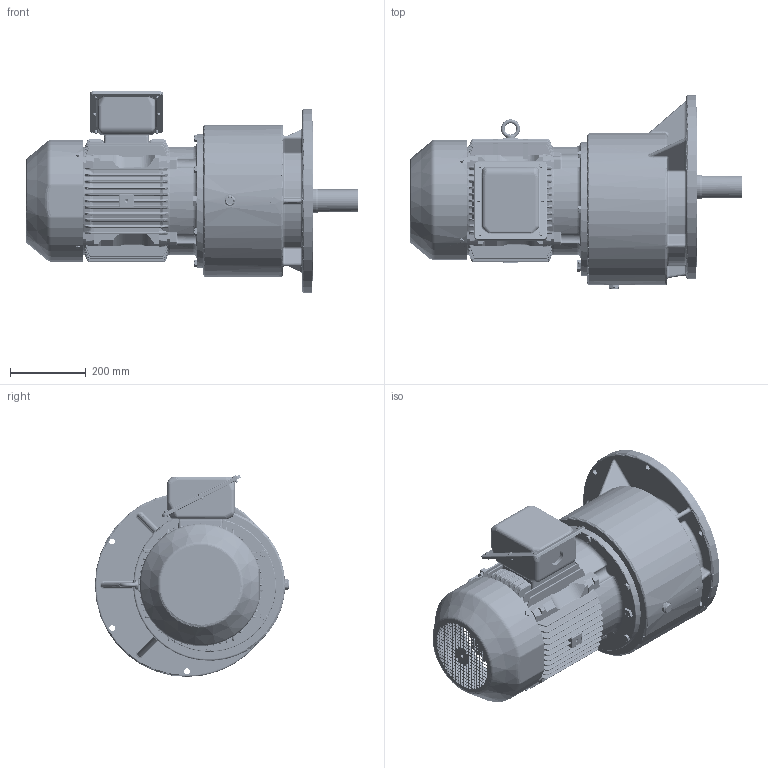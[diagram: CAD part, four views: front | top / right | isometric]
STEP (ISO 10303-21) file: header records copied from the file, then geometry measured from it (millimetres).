
FILE_DESCRIPTION (( 'STEP AP214' ), '1' );
FILE_NAME ('EK2DO07189H001_F_11KW_R5_熱霜_CUSTOMER.stp', '2022-06-24T04:39:24', ( 'Windows 餌辨濠' ), ( '' ), 'SwSTEP 2.0', 'SolidWorks 2021', '' );
FILE_SCHEMA (( 'AUTOMOTIVE_DESIGN' ));
Length unit declared in the file: millimetre
Products named in the file (1): EK2DO07189H001_F_11KW_R5_熱霜_CUSTOMER
Bounding box: 874.2 x 511.5 x 531.64 mm (x, y, z)
Volume: 27898811.1 mm3; surface area: 2914131.3 mm2
Topology: 40 solids, 41 shells, 6119 faces, 16173 edges, 10163 vertices
Faces by surface type: cylinder 2362, plane 2013, bspline 1097, cone 313, torus 282, sphere 52
Full cylindrical faces by diameter (mm): 1.5 x1, 2.6 x4, 3 x1, 4 x2, 5 x6, 6 x10, 6.647 x24, 7 x12, 8 x26, 8.376 x24, 8.5 x2, 9 x11, 9.4 x1, 10 x8, 10.106 x2, 11 x4, 11.6 x10, 12 x15, 15 x6, 16 x1, 18 x1, 19 x2, 20 x6, 20.376 x2, 22 x1, 25 x1, 26 x1, 27 x1, 28 x1, 32 x2
Entity records: 230731 total; most frequent: CARTESIAN_POINT 87266, ORIENTED_EDGE 31226, DIRECTION 27937, EDGE_CURVE 15613, AXIS2_PLACEMENT_3D 10384, VERTEX_POINT 9970, EDGE_LOOP 7179, VECTOR 7169
